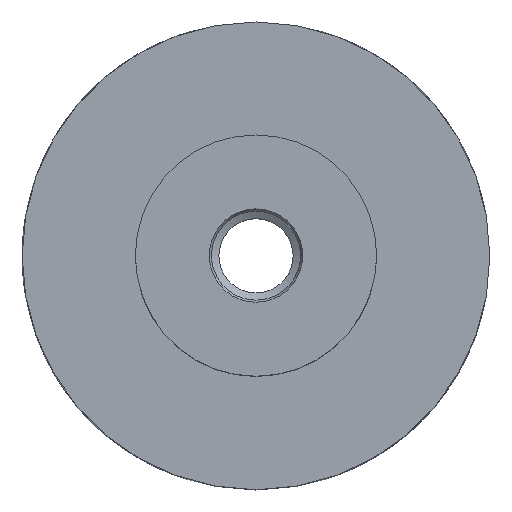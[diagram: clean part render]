
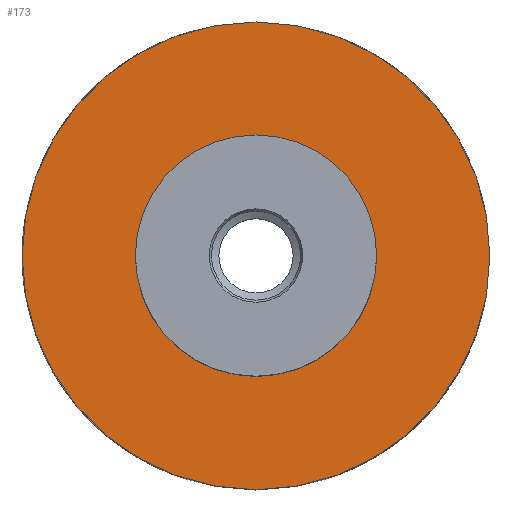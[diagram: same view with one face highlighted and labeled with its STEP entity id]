
A CAD part, top view. The second image highlights one B-rep face of the part: STEP entity #173.
In plain terms, the highlighted planar face has unit normal (0, 0, 1).
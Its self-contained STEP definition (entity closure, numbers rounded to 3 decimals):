
#110=PLANE('',#748);
#140=CIRCLE('',#732,16.25);
#143=CIRCLE('',#742,31.5);
#173=ADVANCED_FACE('',(#239,#240),#110,.T.);
#239=FACE_BOUND('',#317,.T.);
#240=FACE_BOUND('',#318,.T.);
#317=EDGE_LOOP('',(#428));
#318=EDGE_LOOP('',(#429));
#428=ORIENTED_EDGE('',*,*,#631,.F.);
#429=ORIENTED_EDGE('',*,*,#646,.T.);
#563=VERTEX_POINT('',#1267);
#578=VERTEX_POINT('',#1470);
#631=EDGE_CURVE('',#563,#563,#140,.T.);
#646=EDGE_CURVE('',#578,#578,#143,.T.);
#732=AXIS2_PLACEMENT_3D('',#1266,#819,#820);
#742=AXIS2_PLACEMENT_3D('',#1469,#843,#844);
#748=AXIS2_PLACEMENT_3D('',#1488,#859,#860);
#819=DIRECTION('',(0.,0.,1.));
#820=DIRECTION('',(1.,0.,0.));
#843=DIRECTION('',(0.,0.,1.));
#844=DIRECTION('',(1.,0.,0.));
#859=DIRECTION('',(0.,0.,1.));
#860=DIRECTION('',(1.,0.,0.));
#1266=CARTESIAN_POINT('',(0.,0.,22.));
#1267=CARTESIAN_POINT('',(16.25,0.,22.));
#1469=CARTESIAN_POINT('',(0.,0.,22.));
#1470=CARTESIAN_POINT('',(31.5,0.,22.));
#1488=CARTESIAN_POINT('',(0.,0.,22.));
